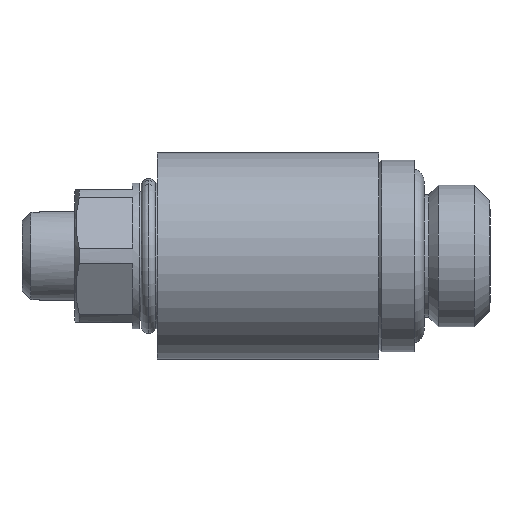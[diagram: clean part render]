
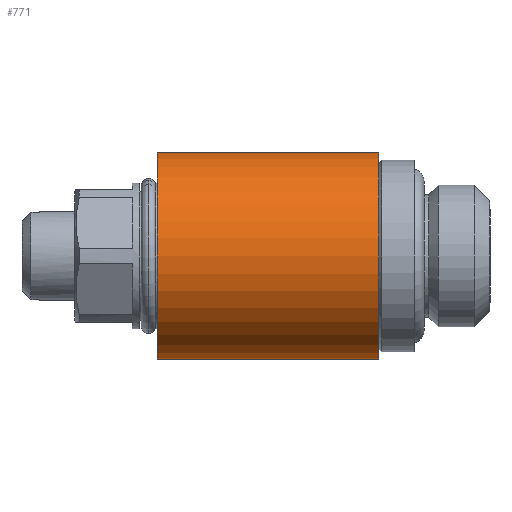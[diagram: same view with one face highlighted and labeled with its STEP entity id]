
A CAD part, left-side view. The second image highlights one B-rep face of the part: STEP entity #771.
In plain terms, the highlighted cylindrical face has radius 7 mm (diameter 14 mm), a partial arc.
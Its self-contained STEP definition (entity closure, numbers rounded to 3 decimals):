
#12 = CARTESIAN_POINT ( 'NONE',  ( 0., 22.9, -7. ) ) ;
#13 = CARTESIAN_POINT ( 'NONE',  ( 0., 7.9, 7. ) ) ;
#116 = DIRECTION ( 'NONE',  ( 0., 1., 0. ) ) ;
#117 = DIRECTION ( 'NONE',  ( 0., 0., 1. ) ) ;
#133 = CARTESIAN_POINT ( 'NONE',  ( 0., 7.9, -7. ) ) ;
#179 = CARTESIAN_POINT ( 'NONE',  ( 0., 22.9, 0. ) ) ;
#180 = AXIS2_PLACEMENT_3D ( 'NONE', #179, #116, #117 ) ;
#182 = CIRCLE ( 'NONE', #180, 7. ) ;
#332 = EDGE_CURVE ( 'NONE', #585, #453, #3685, .T. ) ;
#373 = EDGE_CURVE ( 'NONE', #449, #413, #3752, .T. ) ;
#413 = VERTEX_POINT ( 'NONE', #3767 ) ;
#449 = VERTEX_POINT ( 'NONE', #13 ) ;
#453 = VERTEX_POINT ( 'NONE', #12 ) ;
#455 = CIRCLE ( 'NONE', #492, 7. ) ;
#489 = DIRECTION ( 'NONE',  ( 0., 0., -1. ) ) ;
#490 = DIRECTION ( 'NONE',  ( 0., -1., 0. ) ) ;
#491 = CARTESIAN_POINT ( 'NONE',  ( 0., 7.9, 0. ) ) ;
#492 = AXIS2_PLACEMENT_3D ( 'NONE', #491, #490, #489 ) ;
#585 = VERTEX_POINT ( 'NONE', #133 ) ;
#636 = EDGE_CURVE ( 'NONE', #453, #413, #182, .T. ) ;
#638 = ORIENTED_EDGE ( 'NONE', *, *, #373, .T. ) ;
#644 = ORIENTED_EDGE ( 'NONE', *, *, #636, .F. ) ;
#664 = EDGE_CURVE ( 'NONE', #449, #585, #455, .T. ) ;
#768 = ORIENTED_EDGE ( 'NONE', *, *, #664, .F. ) ;
#771 = ADVANCED_FACE ( 'NONE', ( #3802 ), #3842, .T. ) ;
#775 = EDGE_LOOP ( 'NONE', ( #776, #768, #638, #644 ) ) ;
#776 = ORIENTED_EDGE ( 'NONE', *, *, #332, .F. ) ;
#3682 = DIRECTION ( 'NONE',  ( 0., 1., 0. ) ) ;
#3683 = VECTOR ( 'NONE', #3682, 1000. ) ;
#3684 = CARTESIAN_POINT ( 'NONE',  ( 0., 28.986, -7. ) ) ;
#3685 = LINE ( 'NONE', #3684, #3683 ) ;
#3740 = DIRECTION ( 'NONE',  ( 0., 1., 0. ) ) ;
#3750 = VECTOR ( 'NONE', #3740, 1000. ) ;
#3751 = CARTESIAN_POINT ( 'NONE',  ( 0., 28.986, 7. ) ) ;
#3752 = LINE ( 'NONE', #3751, #3750 ) ;
#3767 = CARTESIAN_POINT ( 'NONE',  ( 0., 22.9, 7. ) ) ;
#3801 = DIRECTION ( 'NONE',  ( 0., 1., 0. ) ) ;
#3802 = FACE_OUTER_BOUND ( 'NONE', #775, .T. ) ;
#3831 = CARTESIAN_POINT ( 'NONE',  ( 0., 28.986, 0. ) ) ;
#3840 = DIRECTION ( 'NONE',  ( 0., 0., 1. ) ) ;
#3841 = AXIS2_PLACEMENT_3D ( 'NONE', #3831, #3801, #3840 ) ;
#3842 = CYLINDRICAL_SURFACE ( 'NONE', #3841, 7. ) ;
